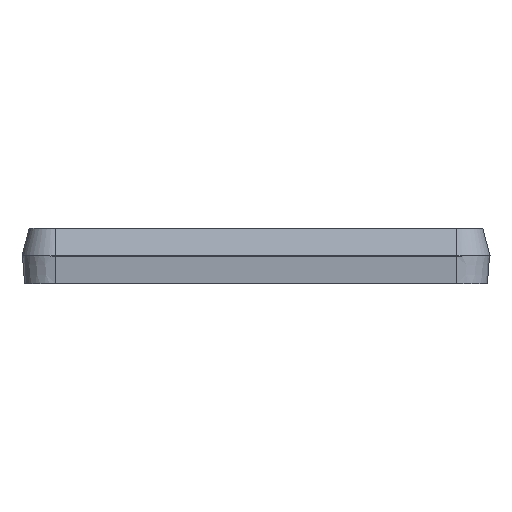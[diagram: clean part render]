
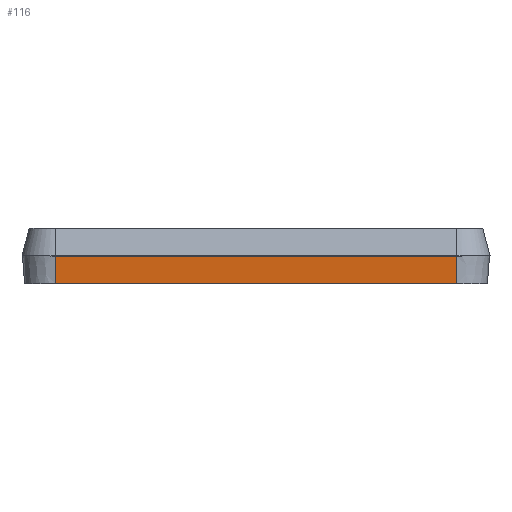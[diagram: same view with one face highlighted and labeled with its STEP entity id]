
A CAD part, left-side view. The second image highlights one B-rep face of the part: STEP entity #116.
In plain terms, the highlighted planar face has unit normal (-0.998, 0, -0.07).
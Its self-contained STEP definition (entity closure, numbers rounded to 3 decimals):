
#24 = CARTESIAN_POINT ( 'NONE',  ( -41.55, -36., 0. ) ) ;
#83 = CARTESIAN_POINT ( 'NONE',  ( -41.9, -36., 5. ) ) ;
#116 = ADVANCED_FACE ( 'NONE', ( #1827 ), #2323, .T. ) ;
#1048 = LINE ( 'NONE', #5445, #3546 ) ;
#1288 = CARTESIAN_POINT ( 'NONE',  ( -41.55, -36., 0. ) ) ;
#1459 = VECTOR ( 'NONE', #2895, 1000. ) ;
#1495 = DIRECTION ( 'NONE',  ( 0.07, 0., -0.998 ) ) ;
#1543 = CARTESIAN_POINT ( 'NONE',  ( -41.55, 36., 0. ) ) ;
#1617 = ORIENTED_EDGE ( 'NONE', *, *, #4102, .F. ) ;
#1618 = DIRECTION ( 'NONE',  ( 0., 1., 0. ) ) ;
#1676 = CARTESIAN_POINT ( 'NONE',  ( -41.55, -36., 0. ) ) ;
#1827 = FACE_OUTER_BOUND ( 'NONE', #4635, .T. ) ;
#2009 = VECTOR ( 'NONE', #6224, 1000. ) ;
#2191 = VERTEX_POINT ( 'NONE', #83 ) ;
#2313 = CARTESIAN_POINT ( 'NONE',  ( -41.9, 36., 5. ) ) ;
#2323 = PLANE ( 'NONE',  #5994 ) ;
#2360 = DIRECTION ( 'NONE',  ( -0.998, 0., -0.07 ) ) ;
#2895 = DIRECTION ( 'NONE',  ( 0., 1., 0. ) ) ;
#3130 = LINE ( 'NONE', #6352, #3968 ) ;
#3184 = VERTEX_POINT ( 'NONE', #1543 ) ;
#3491 = EDGE_CURVE ( 'NONE', #5211, #3184, #3991, .T. ) ;
#3546 = VECTOR ( 'NONE', #1618, 1000. ) ;
#3549 = ORIENTED_EDGE ( 'NONE', *, *, #4660, .T. ) ;
#3605 = CARTESIAN_POINT ( 'NONE',  ( -41.9, -35.992, 5. ) ) ;
#3968 = VECTOR ( 'NONE', #1495, 1000. ) ;
#3991 = LINE ( 'NONE', #1676, #1459 ) ;
#4102 = EDGE_CURVE ( 'NONE', #2191, #5211, #5688, .T. ) ;
#4635 = EDGE_LOOP ( 'NONE', ( #6942, #3549, #5608, #1617 ) ) ;
#4660 = EDGE_CURVE ( 'NONE', #5219, #3184, #3130, .T. ) ;
#5211 = VERTEX_POINT ( 'NONE', #24 ) ;
#5219 = VERTEX_POINT ( 'NONE', #2313 ) ;
#5445 = CARTESIAN_POINT ( 'NONE',  ( -41.9, -36., 5. ) ) ;
#5608 = ORIENTED_EDGE ( 'NONE', *, *, #3491, .F. ) ;
#5688 = LINE ( 'NONE', #3605, #2009 ) ;
#5994 = AXIS2_PLACEMENT_3D ( 'NONE', #1288, #2360, #6108 ) ;
#6108 = DIRECTION ( 'NONE',  ( -0.07, 0., 0.998 ) ) ;
#6224 = DIRECTION ( 'NONE',  ( 0.07, 0., -0.998 ) ) ;
#6352 = CARTESIAN_POINT ( 'NONE',  ( -41.9, 36., 5. ) ) ;
#6942 = ORIENTED_EDGE ( 'NONE', *, *, #7001, .T. ) ;
#7001 = EDGE_CURVE ( 'NONE', #2191, #5219, #1048, .T. ) ;
